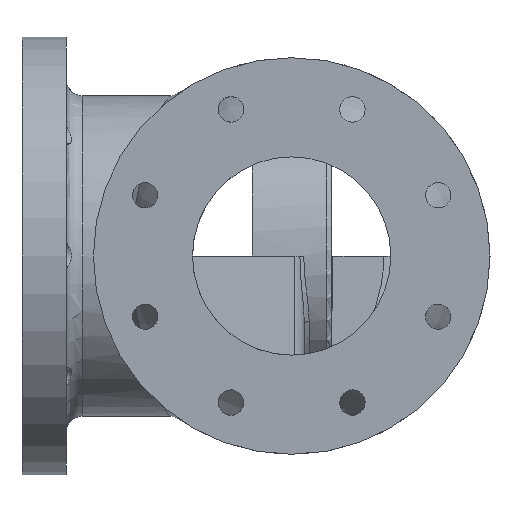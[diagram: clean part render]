
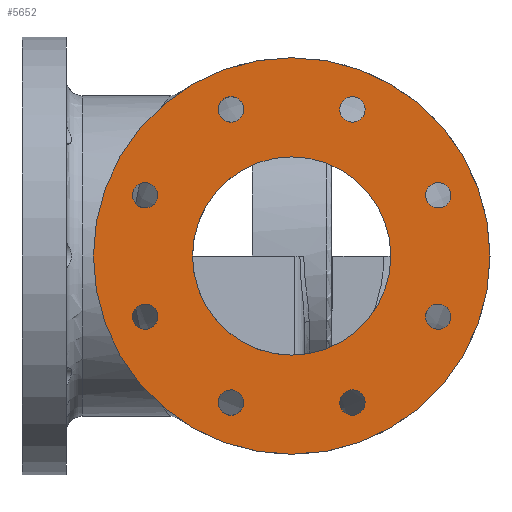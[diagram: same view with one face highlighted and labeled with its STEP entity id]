
A CAD part, left-side view. The second image highlights one B-rep face of the part: STEP entity #5652.
In plain terms, the highlighted planar face has unit normal (-1, 0, 0).
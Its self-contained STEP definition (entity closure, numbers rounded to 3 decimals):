
#78 = DIRECTION ( 'NONE',  ( 1., 0., 0. ) ) ;
#193 = FACE_BOUND ( 'NONE', #4888, .T. ) ;
#233 = CIRCLE ( 'NONE', #3986, 8. ) ;
#293 = ORIENTED_EDGE ( 'NONE', *, *, #5546, .T. ) ;
#304 = DIRECTION ( 'NONE',  ( 1., 0., 0. ) ) ;
#391 = VERTEX_POINT ( 'NONE', #1697 ) ;
#400 = EDGE_LOOP ( 'NONE', ( #293 ) ) ;
#444 = CIRCLE ( 'NONE', #2721, 8. ) ;
#448 = AXIS2_PLACEMENT_3D ( 'NONE', #697, #5427, #4136 ) ;
#453 = VERTEX_POINT ( 'NONE', #1214 ) ;
#656 = DIRECTION ( 'NONE',  ( 1., 0., 0. ) ) ;
#664 = DIRECTION ( 'NONE',  ( 0., 0., -1. ) ) ;
#697 = CARTESIAN_POINT ( 'NONE',  ( -175., -125., 0. ) ) ;
#709 = AXIS2_PLACEMENT_3D ( 'NONE', #2191, #78, #5317 ) ;
#817 = CARTESIAN_POINT ( 'NONE',  ( -175., 38.268, 84.388 ) ) ;
#871 = CARTESIAN_POINT ( 'NONE',  ( -175., -38.268, 84.388 ) ) ;
#973 = CARTESIAN_POINT ( 'NONE',  ( -175., 38.268, -92.388 ) ) ;
#1022 = EDGE_CURVE ( 'NONE', #453, #453, #1235, .T. ) ;
#1092 = DIRECTION ( 'NONE',  ( 1., 0., 0. ) ) ;
#1117 = EDGE_CURVE ( 'NONE', #2612, #2612, #233, .T. ) ;
#1127 = FACE_BOUND ( 'NONE', #3099, .T. ) ;
#1214 = CARTESIAN_POINT ( 'NONE',  ( -175., 92.388, -46.268 ) ) ;
#1235 = CIRCLE ( 'NONE', #4448, 8. ) ;
#1237 = CARTESIAN_POINT ( 'NONE',  ( -175., -38.268, 92.388 ) ) ;
#1365 = EDGE_LOOP ( 'NONE', ( #5104 ) ) ;
#1424 = DIRECTION ( 'NONE',  ( 1., 0., 0. ) ) ;
#1441 = CIRCLE ( 'NONE', #709, 8. ) ;
#1455 = DIRECTION ( 'NONE',  ( 0., 0., -1. ) ) ;
#1516 = DIRECTION ( 'NONE',  ( 0., 0., 1. ) ) ;
#1518 = CARTESIAN_POINT ( 'NONE',  ( -175., 92.388, -38.268 ) ) ;
#1580 = FACE_BOUND ( 'NONE', #4985, .T. ) ;
#1640 = CARTESIAN_POINT ( 'NONE',  ( -175., -92.388, -46.268 ) ) ;
#1668 = VERTEX_POINT ( 'NONE', #2101 ) ;
#1697 = CARTESIAN_POINT ( 'NONE',  ( -175., 92.388, 30.268 ) ) ;
#1757 = VERTEX_POINT ( 'NONE', #5571 ) ;
#2013 = FACE_BOUND ( 'NONE', #4345, .T. ) ;
#2016 = CARTESIAN_POINT ( 'NONE',  ( -175., 0., 0. ) ) ;
#2101 = CARTESIAN_POINT ( 'NONE',  ( -175., 38.268, -100.388 ) ) ;
#2148 = EDGE_CURVE ( 'NONE', #1757, #1757, #3154, .T. ) ;
#2176 = CIRCLE ( 'NONE', #3458, 8. ) ;
#2191 = CARTESIAN_POINT ( 'NONE',  ( -175., -38.268, -92.388 ) ) ;
#2249 = CARTESIAN_POINT ( 'NONE',  ( -175., -92.388, 30.268 ) ) ;
#2358 = ORIENTED_EDGE ( 'NONE', *, *, #4397, .T. ) ;
#2388 = EDGE_CURVE ( 'NONE', #2992, #2992, #4073, .T. ) ;
#2485 = DIRECTION ( 'NONE',  ( 1., 0., 0. ) ) ;
#2599 = ORIENTED_EDGE ( 'NONE', *, *, #3009, .T. ) ;
#2612 = VERTEX_POINT ( 'NONE', #871 ) ;
#2721 = AXIS2_PLACEMENT_3D ( 'NONE', #4601, #4518, #3631 ) ;
#2791 = AXIS2_PLACEMENT_3D ( 'NONE', #5572, #304, #4771 ) ;
#2819 = EDGE_LOOP ( 'NONE', ( #5148 ) ) ;
#2872 = FACE_BOUND ( 'NONE', #2819, .T. ) ;
#2992 = VERTEX_POINT ( 'NONE', #1640 ) ;
#3009 = EDGE_CURVE ( 'NONE', #3453, #3453, #3895, .T. ) ;
#3099 = EDGE_LOOP ( 'NONE', ( #3115 ) ) ;
#3115 = ORIENTED_EDGE ( 'NONE', *, *, #2388, .T. ) ;
#3154 = CIRCLE ( 'NONE', #5257, 62.5 ) ;
#3155 = EDGE_LOOP ( 'NONE', ( #2599 ) ) ;
#3160 = DIRECTION ( 'NONE',  ( -1., 0., 0. ) ) ;
#3192 = VERTEX_POINT ( 'NONE', #4909 ) ;
#3230 = ORIENTED_EDGE ( 'NONE', *, *, #2148, .F. ) ;
#3255 = FACE_BOUND ( 'NONE', #400, .T. ) ;
#3389 = CARTESIAN_POINT ( 'NONE',  ( -175., -92.388, 38.268 ) ) ;
#3400 = DIRECTION ( 'NONE',  ( 0., 0., 1. ) ) ;
#3403 = EDGE_CURVE ( 'NONE', #1668, #1668, #5642, .T. ) ;
#3453 = VERTEX_POINT ( 'NONE', #4770 ) ;
#3458 = AXIS2_PLACEMENT_3D ( 'NONE', #3389, #2485, #5134 ) ;
#3631 = DIRECTION ( 'NONE',  ( 0., 0., -1. ) ) ;
#3681 = PLANE ( 'NONE',  #448 ) ;
#3709 = FACE_OUTER_BOUND ( 'NONE', #3155, .T. ) ;
#3777 = DIRECTION ( 'NONE',  ( 1., 0., 0. ) ) ;
#3895 = CIRCLE ( 'NONE', #3908, 125. ) ;
#3908 = AXIS2_PLACEMENT_3D ( 'NONE', #4962, #3160, #1516 ) ;
#3934 = EDGE_CURVE ( 'NONE', #5228, #5228, #5590, .T. ) ;
#3986 = AXIS2_PLACEMENT_3D ( 'NONE', #1237, #3777, #5564 ) ;
#4073 = CIRCLE ( 'NONE', #2791, 8. ) ;
#4110 = FACE_BOUND ( 'NONE', #1365, .T. ) ;
#4122 = AXIS2_PLACEMENT_3D ( 'NONE', #5466, #656, #1455 ) ;
#4136 = DIRECTION ( 'NONE',  ( 0., 0., 1. ) ) ;
#4284 = DIRECTION ( 'NONE',  ( -1., 0., 0. ) ) ;
#4345 = EDGE_LOOP ( 'NONE', ( #2358 ) ) ;
#4361 = ORIENTED_EDGE ( 'NONE', *, *, #3934, .T. ) ;
#4397 = EDGE_CURVE ( 'NONE', #391, #391, #444, .T. ) ;
#4432 = VERTEX_POINT ( 'NONE', #2249 ) ;
#4448 = AXIS2_PLACEMENT_3D ( 'NONE', #1518, #1092, #664 ) ;
#4478 = ORIENTED_EDGE ( 'NONE', *, *, #1117, .T. ) ;
#4518 = DIRECTION ( 'NONE',  ( 1., 0., 0. ) ) ;
#4599 = FACE_BOUND ( 'NONE', #5103, .T. ) ;
#4601 = CARTESIAN_POINT ( 'NONE',  ( -175., 92.388, 38.268 ) ) ;
#4626 = FACE_BOUND ( 'NONE', #5015, .T. ) ;
#4770 = CARTESIAN_POINT ( 'NONE',  ( -175., 0., 125. ) ) ;
#4771 = DIRECTION ( 'NONE',  ( 0., 0., -1. ) ) ;
#4888 = EDGE_LOOP ( 'NONE', ( #4478 ) ) ;
#4906 = AXIS2_PLACEMENT_3D ( 'NONE', #973, #1424, #5431 ) ;
#4909 = CARTESIAN_POINT ( 'NONE',  ( -175., -38.268, -100.388 ) ) ;
#4962 = CARTESIAN_POINT ( 'NONE',  ( -175., 0., 0. ) ) ;
#4985 = EDGE_LOOP ( 'NONE', ( #5309 ) ) ;
#5015 = EDGE_LOOP ( 'NONE', ( #3230 ) ) ;
#5103 = EDGE_LOOP ( 'NONE', ( #4361 ) ) ;
#5104 = ORIENTED_EDGE ( 'NONE', *, *, #5390, .T. ) ;
#5134 = DIRECTION ( 'NONE',  ( 0., 0., -1. ) ) ;
#5148 = ORIENTED_EDGE ( 'NONE', *, *, #1022, .T. ) ;
#5228 = VERTEX_POINT ( 'NONE', #817 ) ;
#5257 = AXIS2_PLACEMENT_3D ( 'NONE', #2016, #4284, #3400 ) ;
#5309 = ORIENTED_EDGE ( 'NONE', *, *, #3403, .T. ) ;
#5317 = DIRECTION ( 'NONE',  ( 0., 0., -1. ) ) ;
#5390 = EDGE_CURVE ( 'NONE', #3192, #3192, #1441, .T. ) ;
#5427 = DIRECTION ( 'NONE',  ( -1., 0., 0. ) ) ;
#5431 = DIRECTION ( 'NONE',  ( 0., 0., -1. ) ) ;
#5466 = CARTESIAN_POINT ( 'NONE',  ( -175., 38.268, 92.388 ) ) ;
#5546 = EDGE_CURVE ( 'NONE', #4432, #4432, #2176, .T. ) ;
#5564 = DIRECTION ( 'NONE',  ( 0., 0., -1. ) ) ;
#5571 = CARTESIAN_POINT ( 'NONE',  ( -175., 0., 62.5 ) ) ;
#5572 = CARTESIAN_POINT ( 'NONE',  ( -175., -92.388, -38.268 ) ) ;
#5590 = CIRCLE ( 'NONE', #4122, 8. ) ;
#5642 = CIRCLE ( 'NONE', #4906, 8. ) ;
#5652 = ADVANCED_FACE ( 'NONE', ( #1580, #4110, #1127, #3255, #193, #4599, #2013, #2872, #3709, #4626 ), #3681, .T. ) ;
